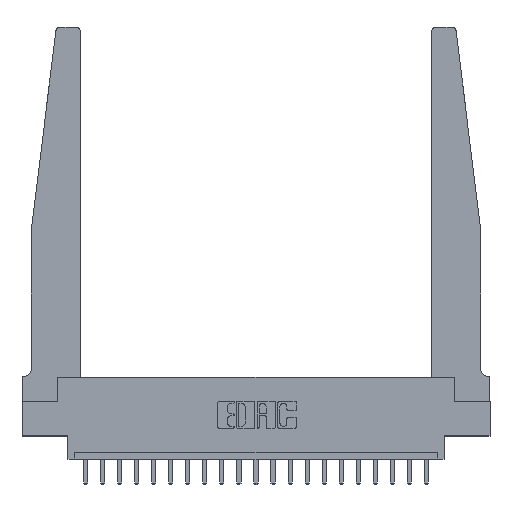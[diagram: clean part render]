
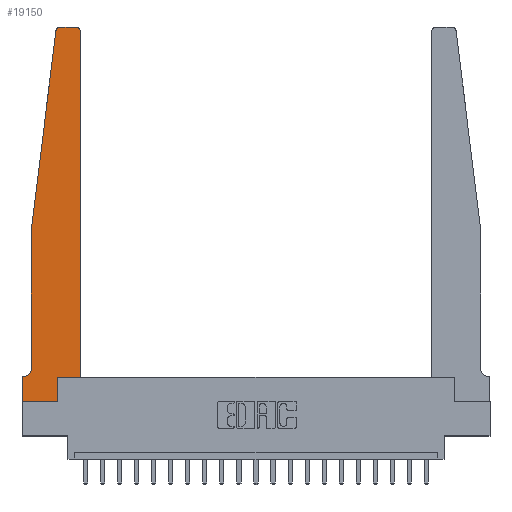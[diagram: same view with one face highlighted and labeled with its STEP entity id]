
A CAD part, top view. The second image highlights one B-rep face of the part: STEP entity #19150.
In plain terms, the highlighted planar face has unit normal (0, 0, 1).
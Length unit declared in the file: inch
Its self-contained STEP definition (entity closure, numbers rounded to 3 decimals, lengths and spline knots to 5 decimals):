
#128 = EDGE_CURVE ( 'NONE', #5670, #20401, #17247, .T. ) ;
#256 = CARTESIAN_POINT ( 'NONE',  ( 0.425, 0.18, 0.37 ) ) ;
#382 = DIRECTION ( 'NONE',  ( 1., 0., 0. ) ) ;
#554 = EDGE_CURVE ( 'NONE', #7065, #1231, #574, .T. ) ;
#574 = LINE ( 'NONE', #19371, #11417 ) ;
#683 = VERTEX_POINT ( 'NONE', #20760 ) ;
#703 = VERTEX_POINT ( 'NONE', #11563 ) ;
#751 = ORIENTED_EDGE ( 'NONE', *, *, #3586, .T. ) ;
#758 = EDGE_CURVE ( 'NONE', #2966, #703, #1328, .T. ) ;
#966 = LINE ( 'NONE', #6401, #11804 ) ;
#1019 = DIRECTION ( 'NONE',  ( 1., 0., 0. ) ) ;
#1053 = EDGE_CURVE ( 'NONE', #1231, #1971, #10865, .T. ) ;
#1231 = VERTEX_POINT ( 'NONE', #17578 ) ;
#1267 = VECTOR ( 'NONE', #18557, 39.37008 ) ;
#1328 = CIRCLE ( 'NONE', #18519, 0.03 ) ;
#1556 = DIRECTION ( 'NONE',  ( -1., 0., 0. ) ) ;
#1841 = CARTESIAN_POINT ( 'NONE',  ( 0.2605, 0.18, 0.37 ) ) ;
#1971 = VERTEX_POINT ( 'NONE', #4391 ) ;
#2210 = CARTESIAN_POINT ( 'NONE',  ( 0., 0., 0.37 ) ) ;
#2500 = CARTESIAN_POINT ( 'NONE',  ( 0.25, 2.75, 0.37 ) ) ;
#2507 = VERTEX_POINT ( 'NONE', #20068 ) ;
#2692 = CARTESIAN_POINT ( 'NONE',  ( 0.015, 0.2375, 0.37 ) ) ;
#2847 = EDGE_CURVE ( 'NONE', #15986, #7065, #19620, .T. ) ;
#2966 = VERTEX_POINT ( 'NONE', #15105 ) ;
#3086 = ORIENTED_EDGE ( 'NONE', *, *, #17535, .T. ) ;
#3393 = VECTOR ( 'NONE', #1556, 39.37008 ) ;
#3470 = CARTESIAN_POINT ( 'NONE',  ( 0., 0.1875, 0.37 ) ) ;
#3586 = EDGE_CURVE ( 'NONE', #1971, #2966, #19599, .T. ) ;
#4120 = DIRECTION ( 'NONE',  ( 0., 0., 1. ) ) ;
#4391 = CARTESIAN_POINT ( 'NONE',  ( 0.395, 2.75, 0.37 ) ) ;
#4677 = PLANE ( 'NONE',  #9289 ) ;
#4970 = CARTESIAN_POINT ( 'NONE',  ( 0.395, 2.72, 0.37 ) ) ;
#5224 = VECTOR ( 'NONE', #16939, 39.37008 ) ;
#5359 = VECTOR ( 'NONE', #10849, 39.37008 ) ;
#5670 = VERTEX_POINT ( 'NONE', #17935 ) ;
#5743 = EDGE_CURVE ( 'NONE', #20401, #17976, #12450, .T. ) ;
#5765 = CARTESIAN_POINT ( 'NONE',  ( 0., 0., 0.37 ) ) ;
#5878 = EDGE_CURVE ( 'NONE', #17976, #2507, #12706, .T. ) ;
#6401 = CARTESIAN_POINT ( 'NONE',  ( 0.065, 1.25, 0.37 ) ) ;
#6415 = CARTESIAN_POINT ( 'NONE',  ( 0., 0.1875, 0.37 ) ) ;
#6477 = FACE_OUTER_BOUND ( 'NONE', #6633, .T. ) ;
#6550 = DIRECTION ( 'NONE',  ( 0., -1., 0. ) ) ;
#6633 = EDGE_LOOP ( 'NONE', ( #751, #11050, #7638, #3086, #14486, #18757, #19701, #17648, #20181, #6826, #16707, #15470 ) ) ;
#6788 = LINE ( 'NONE', #13215, #1267 ) ;
#6826 = ORIENTED_EDGE ( 'NONE', *, *, #2847, .T. ) ;
#7065 = VERTEX_POINT ( 'NONE', #16749 ) ;
#7638 = ORIENTED_EDGE ( 'NONE', *, *, #10116, .T. ) ;
#7876 = CARTESIAN_POINT ( 'NONE',  ( 0.065, 0.1875, 0.37 ) ) ;
#8042 = DIRECTION ( 'NONE',  ( -0.122, -0.992, 0. ) ) ;
#8061 = DIRECTION ( 'NONE',  ( 1., 0., 0. ) ) ;
#9289 = AXIS2_PLACEMENT_3D ( 'NONE', #6415, #16159, #8061 ) ;
#9416 = CARTESIAN_POINT ( 'NONE',  ( 0.2605, 0.18, 0.37 ) ) ;
#9566 = DIRECTION ( 'NONE',  ( 0., 1., 0. ) ) ;
#10116 = EDGE_CURVE ( 'NONE', #703, #683, #966, .T. ) ;
#10713 = CIRCLE ( 'NONE', #18256, 0.05 ) ;
#10849 = DIRECTION ( 'NONE',  ( 1., 0., 0. ) ) ;
#10865 = CIRCLE ( 'NONE', #14868, 0.03 ) ;
#11010 = CARTESIAN_POINT ( 'NONE',  ( 0.27653, 2.72, 0.37 ) ) ;
#11050 = ORIENTED_EDGE ( 'NONE', *, *, #758, .T. ) ;
#11397 = DIRECTION ( 'NONE',  ( 0., 1., 0. ) ) ;
#11417 = VECTOR ( 'NONE', #11397, 39.37008 ) ;
#11522 = EDGE_CURVE ( 'NONE', #11982, #5670, #10713, .T. ) ;
#11563 = CARTESIAN_POINT ( 'NONE',  ( 0.24675, 2.72367, 0.37 ) ) ;
#11804 = VECTOR ( 'NONE', #8042, 39.37008 ) ;
#11982 = VERTEX_POINT ( 'NONE', #18103 ) ;
#12450 = LINE ( 'NONE', #5765, #20480 ) ;
#12706 = LINE ( 'NONE', #17219, #5359 ) ;
#13215 = CARTESIAN_POINT ( 'NONE',  ( 0.065, 1.25, 0.37 ) ) ;
#13670 = DIRECTION ( 'NONE',  ( -1., 0., 0. ) ) ;
#14486 = ORIENTED_EDGE ( 'NONE', *, *, #11522, .T. ) ;
#14868 = AXIS2_PLACEMENT_3D ( 'NONE', #4970, #19823, #382 ) ;
#15105 = CARTESIAN_POINT ( 'NONE',  ( 0.27653, 2.75, 0.37 ) ) ;
#15470 = ORIENTED_EDGE ( 'NONE', *, *, #1053, .T. ) ;
#15986 = VERTEX_POINT ( 'NONE', #9416 ) ;
#16151 = VECTOR ( 'NONE', #9566, 39.37008 ) ;
#16159 = DIRECTION ( 'NONE',  ( 0., 0., 1. ) ) ;
#16482 = DIRECTION ( 'NONE',  ( 1., 0., 0. ) ) ;
#16703 = EDGE_CURVE ( 'NONE', #2507, #15986, #20417, .T. ) ;
#16707 = ORIENTED_EDGE ( 'NONE', *, *, #554, .T. ) ;
#16749 = CARTESIAN_POINT ( 'NONE',  ( 0.425, 0.18, 0.37 ) ) ;
#16939 = DIRECTION ( 'NONE',  ( -1., 0., 0. ) ) ;
#17114 = DIRECTION ( 'NONE',  ( 0., 0., -1. ) ) ;
#17219 = CARTESIAN_POINT ( 'NONE',  ( 0., 0., 0.37 ) ) ;
#17247 = LINE ( 'NONE', #7876, #3393 ) ;
#17535 = EDGE_CURVE ( 'NONE', #683, #11982, #6788, .T. ) ;
#17578 = CARTESIAN_POINT ( 'NONE',  ( 0.425, 2.72, 0.37 ) ) ;
#17648 = ORIENTED_EDGE ( 'NONE', *, *, #5878, .T. ) ;
#17935 = CARTESIAN_POINT ( 'NONE',  ( 0.015, 0.1875, 0.37 ) ) ;
#17976 = VERTEX_POINT ( 'NONE', #2210 ) ;
#18103 = CARTESIAN_POINT ( 'NONE',  ( 0.065, 0.2375, 0.37 ) ) ;
#18256 = AXIS2_PLACEMENT_3D ( 'NONE', #2692, #17114, #13670 ) ;
#18519 = AXIS2_PLACEMENT_3D ( 'NONE', #11010, #4120, #1019 ) ;
#18557 = DIRECTION ( 'NONE',  ( 0., -1., 0. ) ) ;
#18757 = ORIENTED_EDGE ( 'NONE', *, *, #128, .T. ) ;
#19097 = VECTOR ( 'NONE', #16482, 39.37008 ) ;
#19150 = ADVANCED_FACE ( 'NONE', ( #6477 ), #4677, .T. ) ;
#19371 = CARTESIAN_POINT ( 'NONE',  ( 0.425, 0.18, 0.37 ) ) ;
#19599 = LINE ( 'NONE', #2500, #5224 ) ;
#19620 = LINE ( 'NONE', #256, #19097 ) ;
#19701 = ORIENTED_EDGE ( 'NONE', *, *, #5743, .T. ) ;
#19823 = DIRECTION ( 'NONE',  ( 0., 0., 1. ) ) ;
#20068 = CARTESIAN_POINT ( 'NONE',  ( 0.2605, 0., 0.37 ) ) ;
#20181 = ORIENTED_EDGE ( 'NONE', *, *, #16703, .T. ) ;
#20401 = VERTEX_POINT ( 'NONE', #3470 ) ;
#20417 = LINE ( 'NONE', #1841, #16151 ) ;
#20480 = VECTOR ( 'NONE', #6550, 39.37008 ) ;
#20760 = CARTESIAN_POINT ( 'NONE',  ( 0.065, 1.25, 0.37 ) ) ;
